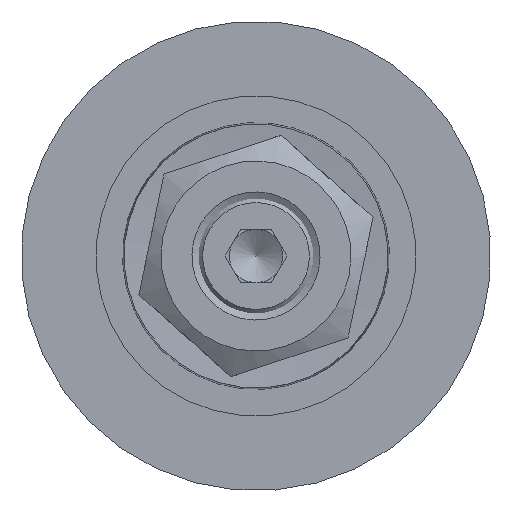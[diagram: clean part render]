
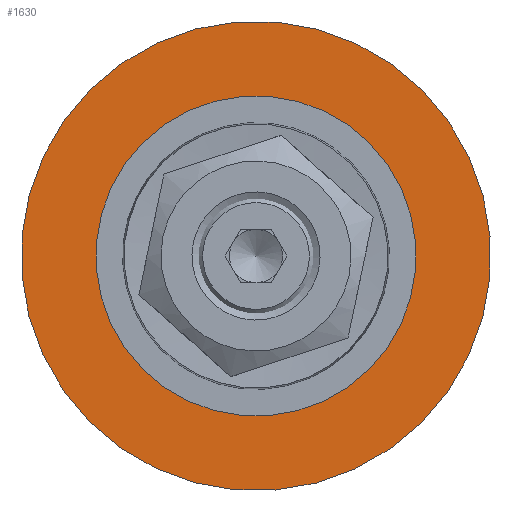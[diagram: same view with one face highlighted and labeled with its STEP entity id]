
A CAD part, left-side view. The second image highlights one B-rep face of the part: STEP entity #1630.
In plain terms, the highlighted face is planar.
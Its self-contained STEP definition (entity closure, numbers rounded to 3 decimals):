
#102=FACE_BOUND('',#362,.T.);
#142=PLANE('',#1924);
#248=FACE_OUTER_BOUND('',#361,.T.);
#361=EDGE_LOOP('',(#1333));
#362=EDGE_LOOP('',(#1334));
#696=CIRCLE('',#1923,11.);
#697=CIRCLE('',#1925,7.5);
#814=VERTEX_POINT('',#2794);
#815=VERTEX_POINT('',#2798);
#997=EDGE_CURVE('',#814,#814,#696,.T.);
#999=EDGE_CURVE('',#815,#815,#697,.T.);
#1333=ORIENTED_EDGE('',*,*,#997,.T.);
#1334=ORIENTED_EDGE('',*,*,#999,.F.);
#1630=ADVANCED_FACE('',(#248,#102),#142,.T.);
#1923=AXIS2_PLACEMENT_3D('',#2795,#2296,#2297);
#1924=AXIS2_PLACEMENT_3D('',#2797,#2299,#2300);
#1925=AXIS2_PLACEMENT_3D('',#2799,#2301,#2302);
#2296=DIRECTION('center_axis',(1.,0.,0.));
#2297=DIRECTION('ref_axis',(0.,1.,0.));
#2299=DIRECTION('center_axis',(1.,0.,0.));
#2300=DIRECTION('ref_axis',(0.,0.,-1.));
#2301=DIRECTION('center_axis',(1.,0.,0.));
#2302=DIRECTION('ref_axis',(0.,1.,0.));
#2794=CARTESIAN_POINT('',(5.5,-11.,0.));
#2795=CARTESIAN_POINT('Origin',(5.5,0.,0.));
#2797=CARTESIAN_POINT('Origin',(5.5,9.25,0.));
#2798=CARTESIAN_POINT('',(5.5,-7.5,0.));
#2799=CARTESIAN_POINT('Origin',(5.5,0.,0.));
